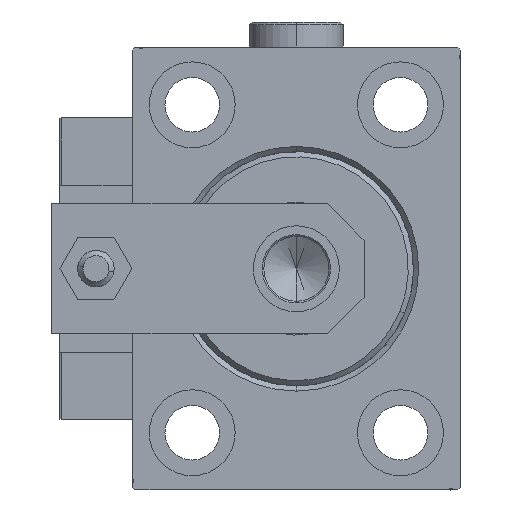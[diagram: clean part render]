
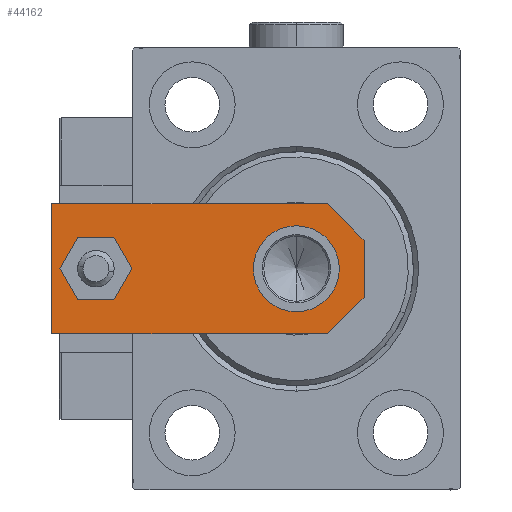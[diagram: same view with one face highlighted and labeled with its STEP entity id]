
A CAD part, left-side view. The second image highlights one B-rep face of the part: STEP entity #44162.
In plain terms, the highlighted face is planar.
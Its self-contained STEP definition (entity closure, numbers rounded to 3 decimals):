
#69 = EDGE_CURVE ( 'NONE', #26214, #45820, #42431, .T. ) ;
#238 = VERTEX_POINT ( 'NONE', #13488 ) ;
#539 = DIRECTION ( 'NONE',  ( 1., 0., 0. ) ) ;
#683 = CIRCLE ( 'NONE', #38098, 4. ) ;
#1020 = CARTESIAN_POINT ( 'NONE',  ( -8.25, 13., 6. ) ) ;
#1050 = FACE_BOUND ( 'NONE', #32204, .T. ) ;
#1191 = CARTESIAN_POINT ( 'NONE',  ( 8.25, 13., 6. ) ) ;
#2322 = DIRECTION ( 'NONE',  ( 0., 1., 0. ) ) ;
#2328 = CARTESIAN_POINT ( 'NONE',  ( -2.75, -2.75, 6. ) ) ;
#2870 = CIRCLE ( 'NONE', #31140, 4. ) ;
#3586 = CARTESIAN_POINT ( 'NONE',  ( -4., 51.5, 6. ) ) ;
#3796 = DIRECTION ( 'NONE',  ( 0., 0., 1. ) ) ;
#4094 = ORIENTED_EDGE ( 'NONE', *, *, #34270, .F. ) ;
#4448 = DIRECTION ( 'NONE',  ( 0., 0., 1. ) ) ;
#4850 = EDGE_CURVE ( 'NONE', #4927, #40165, #39311, .T. ) ;
#4927 = VERTEX_POINT ( 'NONE', #40846 ) ;
#7272 = LINE ( 'NONE', #2328, #36187 ) ;
#7706 = CARTESIAN_POINT ( 'NONE',  ( 0., 13., 6. ) ) ;
#8367 = VECTOR ( 'NONE', #2322, 1000. ) ;
#8528 = VERTEX_POINT ( 'NONE', #33764 ) ;
#9620 = DIRECTION ( 'NONE',  ( 0.707, 0.707, 0. ) ) ;
#10427 = CARTESIAN_POINT ( 'NONE',  ( -12.5, 7., 6. ) ) ;
#11445 = CARTESIAN_POINT ( 'NONE',  ( 12.5, 60., 6. ) ) ;
#12671 = DIRECTION ( 'NONE',  ( 0., 0., 1. ) ) ;
#12725 = EDGE_CURVE ( 'NONE', #19746, #8528, #2870, .T. ) ;
#12969 = ORIENTED_EDGE ( 'NONE', *, *, #26266, .F. ) ;
#13260 = ORIENTED_EDGE ( 'NONE', *, *, #19592, .T. ) ;
#13398 = ORIENTED_EDGE ( 'NONE', *, *, #23523, .T. ) ;
#13488 = CARTESIAN_POINT ( 'NONE',  ( -5.5, 0., 6. ) ) ;
#13534 = LINE ( 'NONE', #49207, #33029 ) ;
#14873 = CARTESIAN_POINT ( 'NONE',  ( -12.5, 60., 6. ) ) ;
#15005 = CARTESIAN_POINT ( 'NONE',  ( 0., 13., 6. ) ) ;
#15240 = CARTESIAN_POINT ( 'NONE',  ( 12.5, 60., 6. ) ) ;
#15863 = LINE ( 'NONE', #11445, #49670 ) ;
#17091 = CARTESIAN_POINT ( 'NONE',  ( 0., 51.5, 6. ) ) ;
#17513 = ORIENTED_EDGE ( 'NONE', *, *, #4850, .T. ) ;
#17886 = DIRECTION ( 'NONE',  ( 1., 0., 0. ) ) ;
#18252 = DIRECTION ( 'NONE',  ( 0.707, -0.707, 0. ) ) ;
#18566 = EDGE_CURVE ( 'NONE', #45820, #4927, #15863, .T. ) ;
#18649 = DIRECTION ( 'NONE',  ( 0., 0., 1. ) ) ;
#19523 = DIRECTION ( 'NONE',  ( 0., -1., 0. ) ) ;
#19592 = EDGE_CURVE ( 'NONE', #31571, #26214, #13534, .T. ) ;
#19602 = VERTEX_POINT ( 'NONE', #1020 ) ;
#19746 = VERTEX_POINT ( 'NONE', #3586 ) ;
#19956 = DIRECTION ( 'NONE',  ( 1., 0., 0. ) ) ;
#20352 = PLANE ( 'NONE',  #25467 ) ;
#21764 = EDGE_CURVE ( 'NONE', #8528, #19746, #683, .T. ) ;
#22075 = CARTESIAN_POINT ( 'NONE',  ( -12.5, 0., 6. ) ) ;
#22631 = ORIENTED_EDGE ( 'NONE', *, *, #18566, .T. ) ;
#23523 = EDGE_CURVE ( 'NONE', #238, #31571, #30405, .T. ) ;
#25467 = AXIS2_PLACEMENT_3D ( 'NONE', #41149, #4448, #539 ) ;
#25616 = ORIENTED_EDGE ( 'NONE', *, *, #21764, .F. ) ;
#26214 = VERTEX_POINT ( 'NONE', #35304 ) ;
#26266 = EDGE_CURVE ( 'NONE', #34006, #19602, #49926, .T. ) ;
#27375 = VECTOR ( 'NONE', #37968, 1000. ) ;
#28247 = DIRECTION ( 'NONE',  ( 1., 0., 0. ) ) ;
#29469 = ORIENTED_EDGE ( 'NONE', *, *, #69, .T. ) ;
#30245 = EDGE_LOOP ( 'NONE', ( #4094, #12969 ) ) ;
#30405 = LINE ( 'NONE', #22075, #27375 ) ;
#31140 = AXIS2_PLACEMENT_3D ( 'NONE', #39445, #43365, #28247 ) ;
#31524 = ORIENTED_EDGE ( 'NONE', *, *, #12725, .F. ) ;
#31571 = VERTEX_POINT ( 'NONE', #38688 ) ;
#31726 = DIRECTION ( 'NONE',  ( -1., 0., 0. ) ) ;
#32204 = EDGE_LOOP ( 'NONE', ( #31524, #25616 ) ) ;
#32469 = ORIENTED_EDGE ( 'NONE', *, *, #50352, .T. ) ;
#32825 = FACE_OUTER_BOUND ( 'NONE', #51007, .T. ) ;
#33029 = VECTOR ( 'NONE', #9620, 1000. ) ;
#33764 = CARTESIAN_POINT ( 'NONE',  ( 4., 51.5, 6. ) ) ;
#34006 = VERTEX_POINT ( 'NONE', #1191 ) ;
#34270 = EDGE_CURVE ( 'NONE', #19602, #34006, #45111, .T. ) ;
#35304 = CARTESIAN_POINT ( 'NONE',  ( 12.5, 7., 6. ) ) ;
#36187 = VECTOR ( 'NONE', #18252, 1000. ) ;
#37968 = DIRECTION ( 'NONE',  ( 1., 0., 0. ) ) ;
#38098 = AXIS2_PLACEMENT_3D ( 'NONE', #17091, #12671, #40510 ) ;
#38688 = CARTESIAN_POINT ( 'NONE',  ( 5.5, 0., 6. ) ) ;
#39076 = AXIS2_PLACEMENT_3D ( 'NONE', #7706, #3796, #19956 ) ;
#39311 = LINE ( 'NONE', #14873, #48457 ) ;
#39445 = CARTESIAN_POINT ( 'NONE',  ( 0., 51.5, 6. ) ) ;
#40165 = VERTEX_POINT ( 'NONE', #10427 ) ;
#40510 = DIRECTION ( 'NONE',  ( 1., 0., 0. ) ) ;
#40846 = CARTESIAN_POINT ( 'NONE',  ( -12.5, 60., 6. ) ) ;
#41149 = CARTESIAN_POINT ( 'NONE',  ( 0., 0., 6. ) ) ;
#42431 = LINE ( 'NONE', #45835, #8367 ) ;
#43365 = DIRECTION ( 'NONE',  ( 0., 0., 1. ) ) ;
#44162 = ADVANCED_FACE ( 'NONE', ( #1050, #32825, #48738 ), #20352, .T. ) ;
#45111 = CIRCLE ( 'NONE', #46749, 8.25 ) ;
#45820 = VERTEX_POINT ( 'NONE', #15240 ) ;
#45835 = CARTESIAN_POINT ( 'NONE',  ( 12.5, 0., 6. ) ) ;
#46749 = AXIS2_PLACEMENT_3D ( 'NONE', #15005, #18649, #17886 ) ;
#48457 = VECTOR ( 'NONE', #19523, 1000. ) ;
#48738 = FACE_BOUND ( 'NONE', #30245, .T. ) ;
#49207 = CARTESIAN_POINT ( 'NONE',  ( 2.75, -2.75, 6. ) ) ;
#49670 = VECTOR ( 'NONE', #31726, 1000. ) ;
#49926 = CIRCLE ( 'NONE', #39076, 8.25 ) ;
#50352 = EDGE_CURVE ( 'NONE', #40165, #238, #7272, .T. ) ;
#51007 = EDGE_LOOP ( 'NONE', ( #17513, #32469, #13398, #13260, #29469, #22631 ) ) ;
